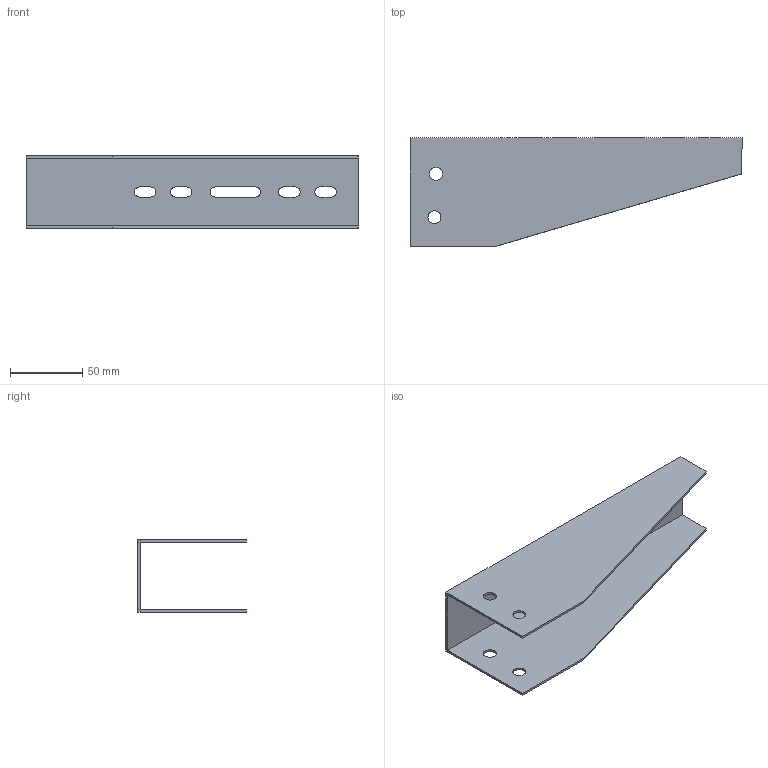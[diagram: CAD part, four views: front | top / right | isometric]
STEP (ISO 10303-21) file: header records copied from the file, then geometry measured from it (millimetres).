
FILE_DESCRIPTION (( 'STEP AP203' ), '1' );
FILE_NAME ('CLP1CZ-150-1 Êðîíøòåéí 150 ìì.STEP', '2016-03-15T13:13:31', ( '' ), ( '' ), 'SwSTEP 2.0', 'SolidWorks 2014', '' );
FILE_SCHEMA (( 'CONFIG_CONTROL_DESIGN' ));
Length unit declared in the file: millimetre
Products named in the file (1): CLP1CZ-150-1 Êðîíøòåéí 150 ìì
Bounding box: 230 x 75 x 50 mm (x, y, z)
Volume: 53914.7 mm3; surface area: 73553.4 mm2
Topology: 1 solids, 1 shells, 44 faces, 122 edges, 80 vertices
Faces by surface type: plane 30, cylinder 14
Full cylindrical faces by diameter (mm): 9 x4
Entity records: 1459 total; most frequent: CARTESIAN_POINT 235, DIRECTION 232, ORIENTED_EDGE 228, EDGE_CURVE 114, VECTOR 86, LINE 86, VERTEX_POINT 76, AXIS2_PLACEMENT_3D 73
